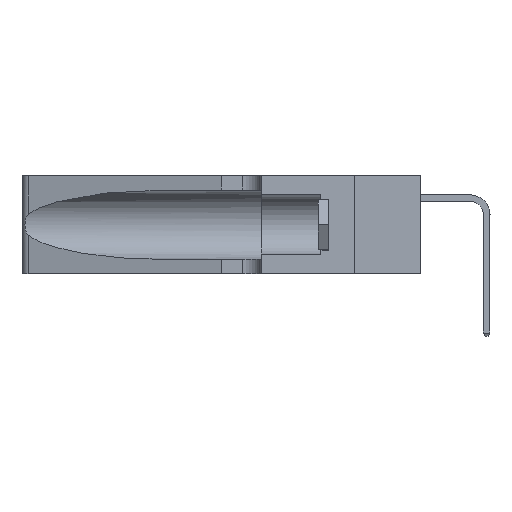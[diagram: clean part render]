
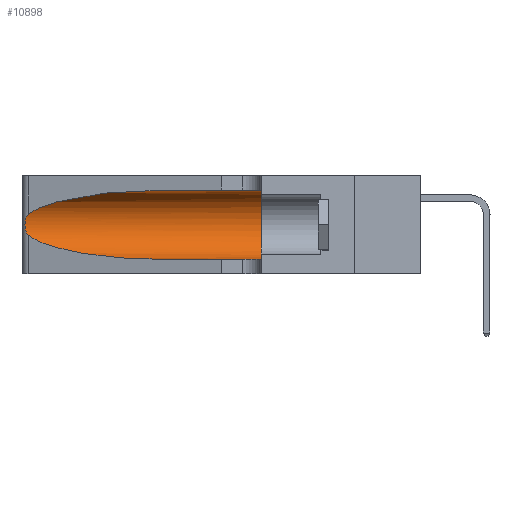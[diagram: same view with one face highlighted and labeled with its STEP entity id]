
A CAD part, left-side view. The second image highlights one B-rep face of the part: STEP entity #10898.
In plain terms, the highlighted cylindrical face has radius 3.308 mm (diameter 6.617 mm), a partial arc.
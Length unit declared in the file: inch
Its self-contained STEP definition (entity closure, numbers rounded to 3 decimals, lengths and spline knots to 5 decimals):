
#282 = EDGE_LOOP ( 'NONE', ( #44463, #27955, #31795, #37284, #21928, #21344 ) ) ;
#1109 = VECTOR ( 'NONE', #38319, 39.37008 ) ;
#2213 = LINE ( 'NONE', #3526, #1109 ) ;
#2617 = CARTESIAN_POINT ( 'NONE',  ( 0.25639, 1.23184, 0.21858 ) ) ;
#3526 = CARTESIAN_POINT ( 'NONE',  ( 0.1305, 1.61858, 0.31525 ) ) ;
#5126 = EDGE_CURVE ( 'NONE', #13059, #14709, #28547, .T. ) ;
#6022 = CARTESIAN_POINT ( 'NONE',  ( 0.25487, 1.22718, 0.22369 ) ) ;
#6117 = CARTESIAN_POINT ( 'NONE',  ( 0.25854, 1.2359, 0.20912 ) ) ;
#8177 = CARTESIAN_POINT ( 'NONE',  ( 0.18966, 0.96281, 0.05475 ) ) ;
#8748 = EDGE_CURVE ( 'NONE', #18736, #11113, #2213, .T. ) ;
#9202 = DIRECTION ( 'NONE',  ( 0., 1., 0. ) ) ;
#9577 = CARTESIAN_POINT ( 'NONE',  ( 0.26075, 1.23896, 0.19203 ) ) ;
#10898 = ADVANCED_FACE ( 'NONE', ( #36785 ), #18318, .F. ) ;
#11084 = DIRECTION ( 'NONE',  ( 0., -1., 0. ) ) ;
#11113 = VERTEX_POINT ( 'NONE', #33821 ) ;
#11544 = CARTESIAN_POINT ( 'NONE',  ( 0.25487, 1.22718, 0.14631 ) ) ;
#12001 = CARTESIAN_POINT ( 'NONE',  ( 0.1305, 1.61858, 0.185 ) ) ;
#13059 = VERTEX_POINT ( 'NONE', #14375 ) ;
#13101 = CARTESIAN_POINT ( 'NONE',  ( 0.26017, 1.23833, 0.17102 ) ) ;
#13868 = EDGE_CURVE ( 'NONE', #14709, #31240, #29315, .T. ) ;
#14375 = CARTESIAN_POINT ( 'NONE',  ( 0.25487, 1.22718, 0.22369 ) ) ;
#14709 = VERTEX_POINT ( 'NONE', #43734 ) ;
#14919 = LINE ( 'NONE', #38896, #32258 ) ;
#15110 = EDGE_CURVE ( 'NONE', #31240, #18300, #14919, .T. ) ;
#16384 = AXIS2_PLACEMENT_3D ( 'NONE', #30002, #9202, #33489 ) ;
#16582 = CARTESIAN_POINT ( 'NONE',  ( 0.25789, 1.23486, 0.15765 ) ) ;
#18300 = VERTEX_POINT ( 'NONE', #30235 ) ;
#18318 = CYLINDRICAL_SURFACE ( 'NONE', #42614, 0.13025 ) ;
#18736 = VERTEX_POINT ( 'NONE', #39495 ) ;
#19964 = CARTESIAN_POINT ( 'NONE',  ( 0.25487, 1.22718, 0.22369 ) ) ;
#20108 = CARTESIAN_POINT ( 'NONE',  ( 0.25555, 1.22993, 0.14849 ) ) ;
#21344 = ORIENTED_EDGE ( 'NONE', *, *, #8748, .F. ) ;
#21928 = ORIENTED_EDGE ( 'NONE', *, *, #29406, .F. ) ;
#22334 = DIRECTION ( 'NONE',  ( 0., -1., 0. ) ) ;
#25464 = CARTESIAN_POINT ( 'NONE',  ( 0.1305, 0.72297, 0.05475 ) ) ;
#25519 = CARTESIAN_POINT ( 'NONE',  ( 0.2373, 1.15595, 0.08982 ) ) ;
#26444 =( BOUNDED_CURVE ( )  B_SPLINE_CURVE ( 3, ( #37157, #44076, #26804, #6022 ),
 .UNSPECIFIED., .F., .F. ) 
 B_SPLINE_CURVE_WITH_KNOTS ( ( 4, 4 ),
 ( 1.5708, 2.84003 ),
 .UNSPECIFIED. ) 
 CURVE ( )  GEOMETRIC_REPRESENTATION_ITEM ( )  RATIONAL_B_SPLINE_CURVE ( ( 1., 0.87, 0.87, 1. ) ) 
 REPRESENTATION_ITEM ( '' )  );
#26804 = CARTESIAN_POINT ( 'NONE',  ( 0.2373, 1.15595, 0.28018 ) ) ;
#26902 = CARTESIAN_POINT ( 'NONE',  ( 0.25787, 1.23484, 0.2124 ) ) ;
#27955 = ORIENTED_EDGE ( 'NONE', *, *, #5126, .T. ) ;
#28547 = B_SPLINE_CURVE_WITH_KNOTS ( 'NONE', 3,
 ( #19964, #37105, #2617, #26902, #6117, #30379, #9577, #33864, #13101, #37420, #16582, #40869, #20108, #44335 ),
 .UNSPECIFIED., .F., .F.,
 ( 4, 2, 2, 2, 2, 2, 4 ),
 ( 0., 0.00027, 0.00053, 0.00107, 0.0016, 0.00187, 0.00214 ),
 .UNSPECIFIED. ) ;
#29315 =( BOUNDED_CURVE ( )  B_SPLINE_CURVE ( 3, ( #11544, #25519, #8177, #32492 ),
 .UNSPECIFIED., .F., .T. ) 
 B_SPLINE_CURVE_WITH_KNOTS ( ( 4, 4 ),
 ( 3.44316, 4.71239 ),
 .UNSPECIFIED. ) 
 CURVE ( )  GEOMETRIC_REPRESENTATION_ITEM ( )  RATIONAL_B_SPLINE_CURVE ( ( 1., 0.87, 0.87, 1. ) ) 
 REPRESENTATION_ITEM ( '' )  );
#29406 = EDGE_CURVE ( 'NONE', #11113, #18300, #41841, .T. ) ;
#30002 = CARTESIAN_POINT ( 'NONE',  ( 0.1305, 0.35, 0.185 ) ) ;
#30235 = CARTESIAN_POINT ( 'NONE',  ( 0.1305, 0.35, 0.05475 ) ) ;
#30379 = CARTESIAN_POINT ( 'NONE',  ( 0.26018, 1.23835, 0.19895 ) ) ;
#31240 = VERTEX_POINT ( 'NONE', #25464 ) ;
#31795 = ORIENTED_EDGE ( 'NONE', *, *, #13868, .T. ) ;
#32258 = VECTOR ( 'NONE', #11084, 39.37008 ) ;
#32492 = CARTESIAN_POINT ( 'NONE',  ( 0.1305, 0.72297, 0.05475 ) ) ;
#33489 = DIRECTION ( 'NONE',  ( 0., 0., 1. ) ) ;
#33821 = CARTESIAN_POINT ( 'NONE',  ( 0.1305, 0.35, 0.31525 ) ) ;
#33864 = CARTESIAN_POINT ( 'NONE',  ( 0.26075, 1.23896, 0.178 ) ) ;
#36296 = DIRECTION ( 'NONE',  ( 0., 0., -1. ) ) ;
#36785 = FACE_OUTER_BOUND ( 'NONE', #282, .T. ) ;
#37105 = CARTESIAN_POINT ( 'NONE',  ( 0.25555, 1.22994, 0.2215 ) ) ;
#37157 = CARTESIAN_POINT ( 'NONE',  ( 0.1305, 0.72297, 0.31525 ) ) ;
#37284 = ORIENTED_EDGE ( 'NONE', *, *, #15110, .T. ) ;
#37420 = CARTESIAN_POINT ( 'NONE',  ( 0.25856, 1.23593, 0.16098 ) ) ;
#38319 = DIRECTION ( 'NONE',  ( 0., -1., 0. ) ) ;
#38896 = CARTESIAN_POINT ( 'NONE',  ( 0.1305, 1.61858, 0.05475 ) ) ;
#39495 = CARTESIAN_POINT ( 'NONE',  ( 0.1305, 0.72297, 0.31525 ) ) ;
#40869 = CARTESIAN_POINT ( 'NONE',  ( 0.25639, 1.23186, 0.15144 ) ) ;
#41841 = CIRCLE ( 'NONE', #16384, 0.13025 ) ;
#42614 = AXIS2_PLACEMENT_3D ( 'NONE', #12001, #22334, #36296 ) ;
#43625 = EDGE_CURVE ( 'NONE', #18736, #13059, #26444, .T. ) ;
#43734 = CARTESIAN_POINT ( 'NONE',  ( 0.25487, 1.22718, 0.14631 ) ) ;
#44076 = CARTESIAN_POINT ( 'NONE',  ( 0.18966, 0.96281, 0.31525 ) ) ;
#44335 = CARTESIAN_POINT ( 'NONE',  ( 0.25487, 1.22718, 0.14631 ) ) ;
#44463 = ORIENTED_EDGE ( 'NONE', *, *, #43625, .T. ) ;
